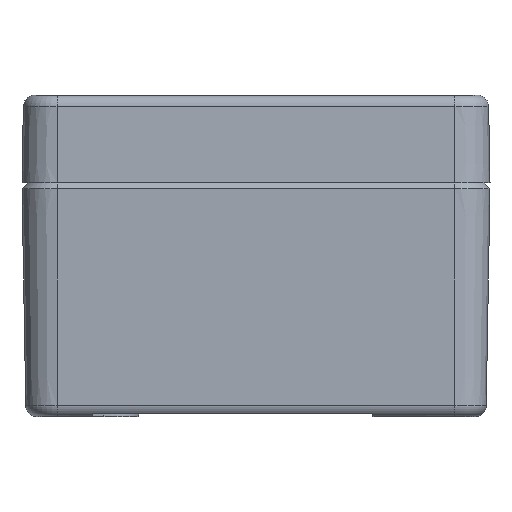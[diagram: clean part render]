
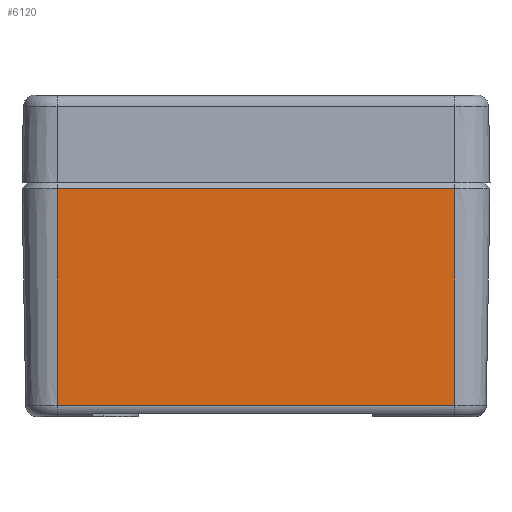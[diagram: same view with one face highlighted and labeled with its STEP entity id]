
A CAD part, left-side view. The second image highlights one B-rep face of the part: STEP entity #6120.
In plain terms, the highlighted planar face has unit normal (-1, 0, -0.018).
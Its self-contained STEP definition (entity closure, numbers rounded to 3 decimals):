
#6100=AXIS2_PLACEMENT_3D('Plane Axis2P3D',#6097,#6098,#6099) ;
#5604=CARTESIAN_POINT('Vertex',(0.,74.,39.)) ;
#5636=CARTESIAN_POINT('Vertex',(0.,6.,39.)) ;
#5639=CARTESIAN_POINT('Line Origine',(0.,40.,39.)) ;
#6070=CARTESIAN_POINT('Line Origine',(-43628.016,74.,2499486.368)) ;
#6074=CARTESIAN_POINT('Vertex',(0.646,74.,1.965)) ;
#6097=CARTESIAN_POINT('Axis2P3D Location',(0.,40.,39.)) ;
#6102=CARTESIAN_POINT('Line Origine',(0.646,40.,1.965)) ;
#6106=CARTESIAN_POINT('Vertex',(0.646,6.,1.965)) ;
#6109=CARTESIAN_POINT('Line Origine',(0.323,6.,20.483)) ;
#5640=DIRECTION('Vector Direction',(0.,1.,0.)) ;
#6071=DIRECTION('Vector Direction',(-0.017,0.,1.)) ;
#6098=DIRECTION('Axis2P3D Direction',(1.,-0.,0.017)) ;
#6099=DIRECTION('Axis2P3D XDirection',(0.,1.,0.)) ;
#6103=DIRECTION('Vector Direction',(0.,-1.,0.)) ;
#6110=DIRECTION('Vector Direction',(-0.017,0.,1.)) ;
#5641=VECTOR('Line Direction',#5640,1.) ;
#6072=VECTOR('Line Direction',#6071,1.) ;
#6104=VECTOR('Line Direction',#6103,1.) ;
#6111=VECTOR('Line Direction',#6110,1.) ;
#6115=ORIENTED_EDGE('',*,*,#6108,.F.) ;
#6116=ORIENTED_EDGE('',*,*,#6113,.F.) ;
#6117=ORIENTED_EDGE('',*,*,#5643,.F.) ;
#6118=ORIENTED_EDGE('',*,*,#6076,.T.) ;
#6120=ADVANCED_FACE('Body',(#6119),#6101,.F.) ;
#5643=EDGE_CURVE('',#5605,#5637,#5642,.F.) ;
#6076=EDGE_CURVE('',#5605,#6075,#6073,.F.) ;
#6108=EDGE_CURVE('',#6107,#6075,#6105,.F.) ;
#6113=EDGE_CURVE('',#5637,#6107,#6112,.F.) ;
#6114=EDGE_LOOP('',(#6115,#6116,#6117,#6118)) ;
#6119=FACE_OUTER_BOUND('',#6114,.T.) ;
#5642=LINE('Line',#5639,#5641) ;
#6073=LINE('Line',#6070,#6072) ;
#6105=LINE('Line',#6102,#6104) ;
#6112=LINE('Line',#6109,#6111) ;
#6101=PLANE('',#6100) ;
#5605=VERTEX_POINT('',#5604) ;
#5637=VERTEX_POINT('',#5636) ;
#6075=VERTEX_POINT('',#6074) ;
#6107=VERTEX_POINT('',#6106) ;
